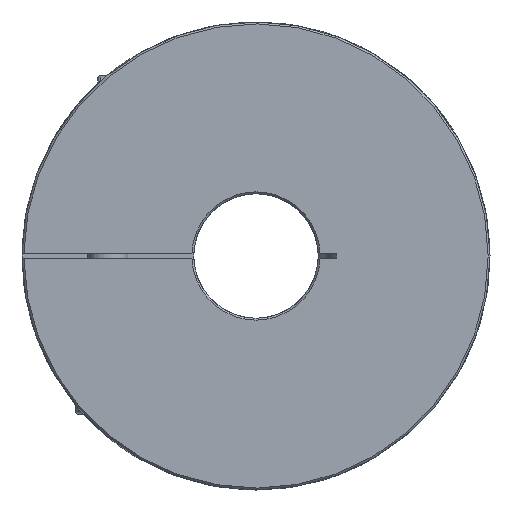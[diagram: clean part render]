
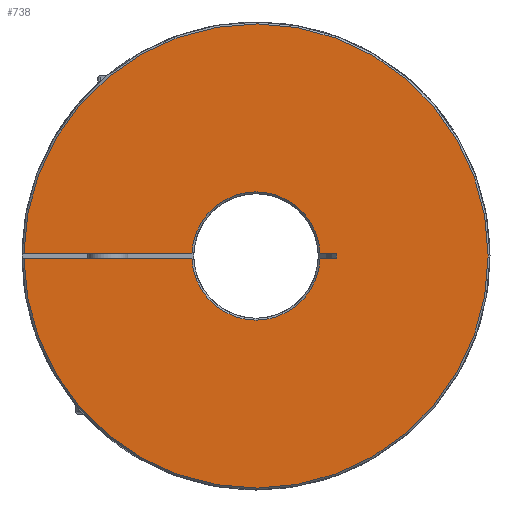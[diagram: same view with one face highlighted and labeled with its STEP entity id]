
A CAD part, left-side view. The second image highlights one B-rep face of the part: STEP entity #738.
In plain terms, the highlighted planar face has unit normal (-1, 0, 0).
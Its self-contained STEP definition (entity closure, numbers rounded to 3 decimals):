
#138 = EDGE_LOOP ( 'NONE', ( #866, #867, #868, #869, #870, #871, #872, #873 ) ) ;
#239 = EDGE_CURVE ( 'NONE', #3893, #3892, #2097, .T. ) ;
#249 = EDGE_CURVE ( 'NONE', #3887, #3882, #2108, .T. ) ;
#252 = EDGE_CURVE ( 'NONE', #3884, #3893, #2103, .T. ) ;
#254 = EDGE_CURVE ( 'NONE', #3885, #3892, #2107, .T. ) ;
#255 = EDGE_CURVE ( 'NONE', #3885, #3886, #2112, .T. ) ;
#256 = EDGE_CURVE ( 'NONE', #3887, #3886, #2101, .T. ) ;
#257 = EDGE_CURVE ( 'NONE', #3883, #3882, #2118, .T. ) ;
#258 = EDGE_CURVE ( 'NONE', #3883, #3884, #2121, .T. ) ;
#738 = ADVANCED_FACE ( 'NONE', ( #2803 ), #2522, .T. ) ;
#866 = ORIENTED_EDGE ( 'NONE', *, *, #256, .T. ) ;
#867 = ORIENTED_EDGE ( 'NONE', *, *, #255, .F. ) ;
#868 = ORIENTED_EDGE ( 'NONE', *, *, #254, .T. ) ;
#869 = ORIENTED_EDGE ( 'NONE', *, *, #239, .F. ) ;
#870 = ORIENTED_EDGE ( 'NONE', *, *, #252, .F. ) ;
#871 = ORIENTED_EDGE ( 'NONE', *, *, #258, .F. ) ;
#872 = ORIENTED_EDGE ( 'NONE', *, *, #257, .T. ) ;
#873 = ORIENTED_EDGE ( 'NONE', *, *, #249, .F. ) ;
#1285 = AXIS2_PLACEMENT_3D ( 'NONE', #1693, #1699, #1700 ) ;
#1291 = AXIS2_PLACEMENT_3D ( 'NONE', #1723, #1729, #1730 ) ;
#1295 = AXIS2_PLACEMENT_3D ( 'NONE', #1787, #1791, #1792 ) ;
#1693 = CARTESIAN_POINT ( 'NONE',  ( -34., 0., 0. ) ) ;
#1699 = DIRECTION ( 'NONE',  ( -1., 0., 0. ) ) ;
#1700 = DIRECTION ( 'NONE',  ( 0., -1., 0. ) ) ;
#1723 = CARTESIAN_POINT ( 'NONE',  ( -34., 0., 0. ) ) ;
#1729 = DIRECTION ( 'NONE',  ( -1., 0., 0. ) ) ;
#1730 = DIRECTION ( 'NONE',  ( 0., -1., 0. ) ) ;
#1734 = CARTESIAN_POINT ( 'NONE',  ( -34., -16.219, -23.431 ) ) ;
#1779 = CARTESIAN_POINT ( 'NONE',  ( -34., 0., -0.5 ) ) ;
#1780 = DIRECTION ( 'NONE',  ( 0., -1., 0. ) ) ;
#1783 = CARTESIAN_POINT ( 'NONE',  ( -34., -16.219, -0.5 ) ) ;
#1784 = DIRECTION ( 'NONE',  ( 0., 1., 0. ) ) ;
#1785 = CARTESIAN_POINT ( 'NONE',  ( -34., -16.219, 0.5 ) ) ;
#1786 = DIRECTION ( 'NONE',  ( 0., 0., 1. ) ) ;
#1787 = CARTESIAN_POINT ( 'NONE',  ( -34., 0., 0. ) ) ;
#1788 = DIRECTION ( 'NONE',  ( 0., -1., 0. ) ) ;
#1789 = CARTESIAN_POINT ( 'NONE',  ( -34., 0., 0.5 ) ) ;
#1790 = DIRECTION ( 'NONE',  ( 0., -1., 0. ) ) ;
#1791 = DIRECTION ( 'NONE',  ( 1., 0., 0. ) ) ;
#1792 = DIRECTION ( 'NONE',  ( 0., -1., 0. ) ) ;
#2097 = CIRCLE ( 'NONE', #1285, 12.881 ) ;
#2101 = LINE ( 'NONE', #1785, #2116 ) ;
#2103 = LINE ( 'NONE', #1779, #2109 ) ;
#2105 = VECTOR ( 'NONE', #1784, 1000. ) ;
#2107 = LINE ( 'NONE', #1783, #2105 ) ;
#2108 = CIRCLE ( 'NONE', #1291, 12.881 ) ;
#2109 = VECTOR ( 'NONE', #1780, 1000. ) ;
#2112 = LINE ( 'NONE', #1734, #2114 ) ;
#2114 = VECTOR ( 'NONE', #1786, 1000. ) ;
#2116 = VECTOR ( 'NONE', #1788, 1000. ) ;
#2118 = LINE ( 'NONE', #1789, #2119 ) ;
#2119 = VECTOR ( 'NONE', #1790, 1000. ) ;
#2121 = CIRCLE ( 'NONE', #1295, 46.619 ) ;
#2515 = CARTESIAN_POINT ( 'NONE',  ( -34., 0., 0. ) ) ;
#2522 = PLANE ( 'NONE',  #2663 ) ;
#2525 = DIRECTION ( 'NONE',  ( -1., 0., 0. ) ) ;
#2526 = DIRECTION ( 'NONE',  ( 0., -1., 0. ) ) ;
#2663 = AXIS2_PLACEMENT_3D ( 'NONE', #2515, #2525, #2526 ) ;
#2803 = FACE_OUTER_BOUND ( 'NONE', #138, .T. ) ;
#3625 = CARTESIAN_POINT ( 'NONE',  ( -34., 12.871, 0.5 ) ) ;
#3626 = CARTESIAN_POINT ( 'NONE',  ( -34., 46.616, 0.5 ) ) ;
#3627 = CARTESIAN_POINT ( 'NONE',  ( -34., 46.616, -0.5 ) ) ;
#3628 = CARTESIAN_POINT ( 'NONE',  ( -34., -16.219, -0.5 ) ) ;
#3629 = CARTESIAN_POINT ( 'NONE',  ( -34., -16.219, 0.5 ) ) ;
#3630 = CARTESIAN_POINT ( 'NONE',  ( -34., -12.871, 0.5 ) ) ;
#3635 = CARTESIAN_POINT ( 'NONE',  ( -34., -12.871, -0.5 ) ) ;
#3636 = CARTESIAN_POINT ( 'NONE',  ( -34., 12.871, -0.5 ) ) ;
#3882 = VERTEX_POINT ( 'NONE', #3625 ) ;
#3883 = VERTEX_POINT ( 'NONE', #3626 ) ;
#3884 = VERTEX_POINT ( 'NONE', #3627 ) ;
#3885 = VERTEX_POINT ( 'NONE', #3628 ) ;
#3886 = VERTEX_POINT ( 'NONE', #3629 ) ;
#3887 = VERTEX_POINT ( 'NONE', #3630 ) ;
#3892 = VERTEX_POINT ( 'NONE', #3635 ) ;
#3893 = VERTEX_POINT ( 'NONE', #3636 ) ;
